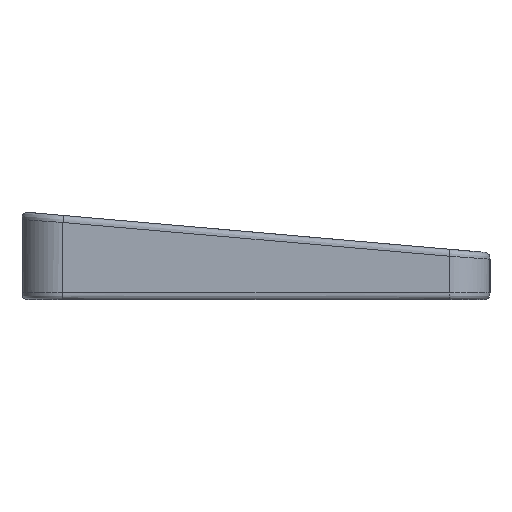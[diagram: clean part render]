
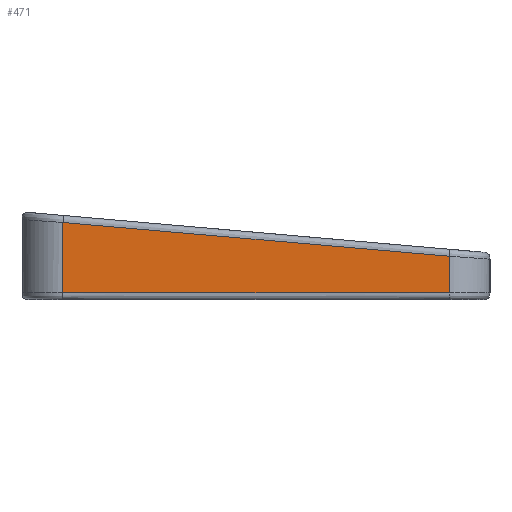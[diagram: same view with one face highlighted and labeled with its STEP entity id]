
A CAD part, left-side view. The second image highlights one B-rep face of the part: STEP entity #471.
In plain terms, the highlighted planar face has unit normal (-1, 0, 0).
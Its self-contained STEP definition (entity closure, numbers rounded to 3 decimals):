
#85 = CARTESIAN_POINT ( 'NONE',  ( 382.55, 414.675, 13.183 ) ) ;
#231 = B_SPLINE_CURVE_WITH_KNOTS ( 'NONE', 3,
 ( #1834, #384, #1438, #1637 ),
 .UNSPECIFIED., .F., .F.,
 ( 4, 4 ),
 ( 0., 1. ),
 .UNSPECIFIED. ) ;
#317 = FACE_OUTER_BOUND ( 'NONE', #2686, .T. ) ;
#363 = CARTESIAN_POINT ( 'NONE',  ( 382.55, 348.675, 1.2 ) ) ;
#384 = CARTESIAN_POINT ( 'NONE',  ( 382.55, 392.675, 1.2 ) ) ;
#393 = AXIS2_PLACEMENT_3D ( 'NONE', #2580, #2592, #923 ) ;
#399 = B_SPLINE_CURVE_WITH_KNOTS ( 'NONE', 3,
 ( #1588, #1181, #973, #1814 ),
 .UNSPECIFIED., .F., .F.,
 ( 4, 4 ),
 ( 0., 1. ),
 .UNSPECIFIED. ) ;
#460 = DIRECTION ( 'NONE',  ( 0., 0., -1. ) ) ;
#471 = ADVANCED_FACE ( 'NONE', ( #317 ), #761, .F. ) ;
#637 = LINE ( 'NONE', #2675, #2659 ) ;
#739 = VERTEX_POINT ( 'NONE', #363 ) ;
#761 = PLANE ( 'NONE',  #393 ) ;
#803 = VERTEX_POINT ( 'NONE', #1981 ) ;
#923 = DIRECTION ( 'NONE',  ( 0., 0., -1. ) ) ;
#973 = CARTESIAN_POINT ( 'NONE',  ( 382.55, 392.675, 11.258 ) ) ;
#1007 = CARTESIAN_POINT ( 'NONE',  ( 382.55, 348.675, 7.408 ) ) ;
#1055 = CARTESIAN_POINT ( 'NONE',  ( 382.55, 348.675, 15. ) ) ;
#1079 = LINE ( 'NONE', #1055, #1654 ) ;
#1181 = CARTESIAN_POINT ( 'NONE',  ( 382.55, 370.675, 9.333 ) ) ;
#1192 = EDGE_CURVE ( 'NONE', #2272, #739, #1079, .T. ) ;
#1404 = ORIENTED_EDGE ( 'NONE', *, *, #1192, .F. ) ;
#1438 = CARTESIAN_POINT ( 'NONE',  ( 382.55, 370.675, 1.2 ) ) ;
#1588 = CARTESIAN_POINT ( 'NONE',  ( 382.55, 348.675, 7.408 ) ) ;
#1637 = CARTESIAN_POINT ( 'NONE',  ( 382.55, 348.675, 1.2 ) ) ;
#1654 = VECTOR ( 'NONE', #460, 1000. ) ;
#1809 = EDGE_CURVE ( 'NONE', #2272, #2324, #399, .T. ) ;
#1814 = CARTESIAN_POINT ( 'NONE',  ( 382.55, 414.675, 13.183 ) ) ;
#1834 = CARTESIAN_POINT ( 'NONE',  ( 382.55, 414.675, 1.2 ) ) ;
#1875 = ORIENTED_EDGE ( 'NONE', *, *, #1809, .T. ) ;
#1981 = CARTESIAN_POINT ( 'NONE',  ( 382.55, 414.675, 1.2 ) ) ;
#2272 = VERTEX_POINT ( 'NONE', #1007 ) ;
#2290 = EDGE_CURVE ( 'NONE', #803, #739, #231, .T. ) ;
#2324 = VERTEX_POINT ( 'NONE', #85 ) ;
#2381 = ORIENTED_EDGE ( 'NONE', *, *, #2290, .T. ) ;
#2580 = CARTESIAN_POINT ( 'NONE',  ( 382.55, 414.675, 15. ) ) ;
#2584 = EDGE_CURVE ( 'NONE', #2324, #803, #637, .T. ) ;
#2592 = DIRECTION ( 'NONE',  ( 1., 0., 0. ) ) ;
#2659 = VECTOR ( 'NONE', #2698, 1000. ) ;
#2669 = ORIENTED_EDGE ( 'NONE', *, *, #2584, .T. ) ;
#2675 = CARTESIAN_POINT ( 'NONE',  ( 382.55, 414.675, 15. ) ) ;
#2686 = EDGE_LOOP ( 'NONE', ( #2669, #2381, #1404, #1875 ) ) ;
#2698 = DIRECTION ( 'NONE',  ( 0., 0., -1. ) ) ;
